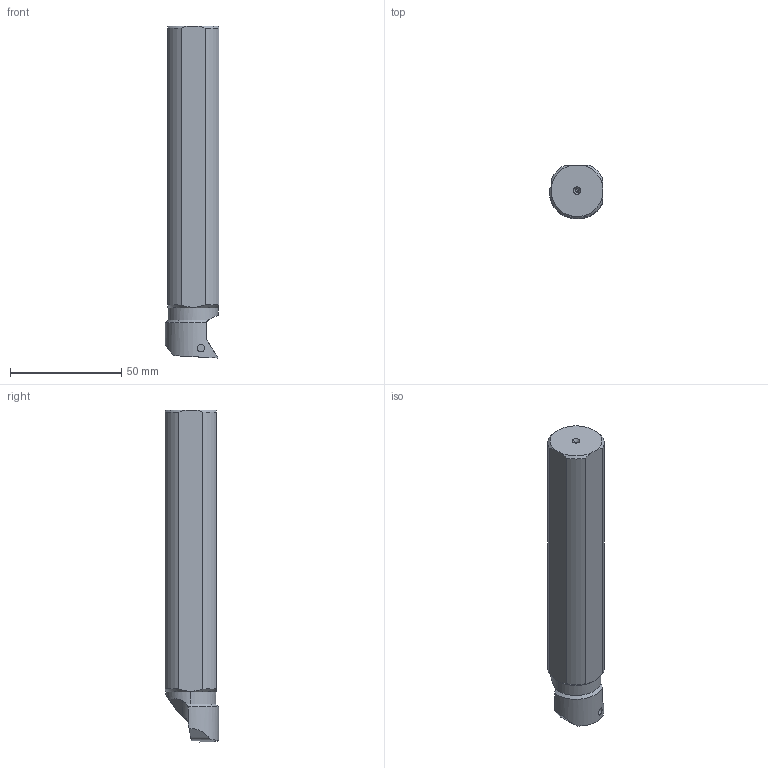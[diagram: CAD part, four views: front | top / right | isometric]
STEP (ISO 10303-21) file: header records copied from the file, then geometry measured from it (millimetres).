
FILE_DESCRIPTION(/* description */ (''),/* implementation_level */ '2;1');
FILE_NAME(/* name */ 'SH25M-FSDUCL11.stp',/* time_stamp */ '2021-11-11T11:50:10+09:00',/* author */ (''),/* organization */ (''),/* preprocessor_version */ 'ST-DEVELOPER v16',/* originating_system */ 'SIEMENS PLM Software NX 10.0',/* authorisation */ '');
FILE_SCHEMA (('AUTOMOTIVE_DESIGN { 1 0 10303 214 3 1 1 1 }'));
Length unit declared in the file: millimetre
Products named in the file (1): SH25M-FSDUCL11_ASM
Bounding box: 24 x 24 x 149.26 mm (x, y, z)
Volume: 65370 mm3; surface area: 12410 mm2
Topology: 2 solids, 2 shells, 89 faces, 251 edges, 167 vertices
Faces by surface type: cylinder 39, plane 28, cone 17, torus 3, sphere 2
Entity records: 3332 total; most frequent: CARTESIAN_POINT 948, ORIENTED_EDGE 494, DIRECTION 479, EDGE_CURVE 247, AXIS2_PLACEMENT_3D 188, VERTEX_POINT 164, LINE 103, VECTOR 103
